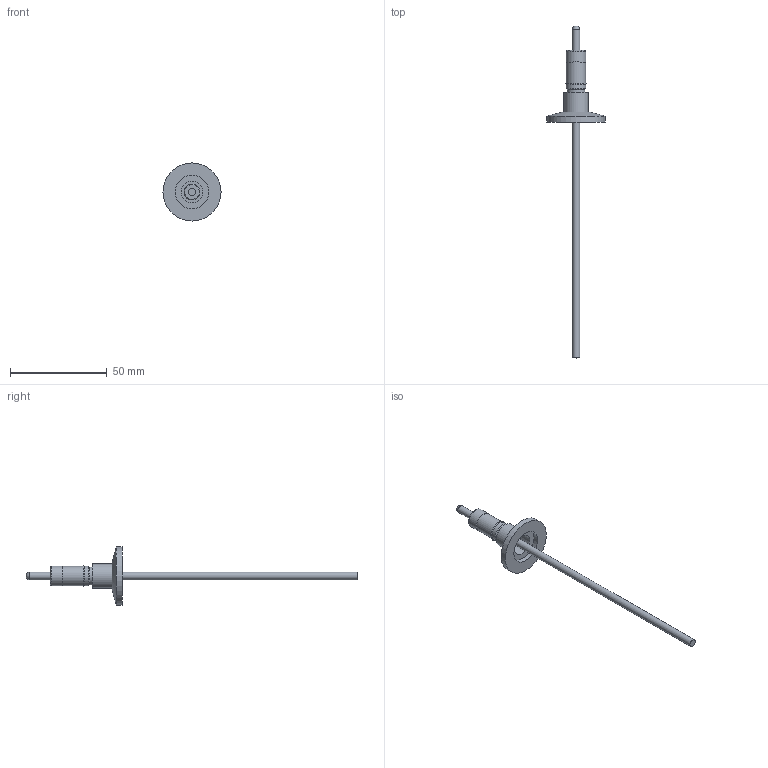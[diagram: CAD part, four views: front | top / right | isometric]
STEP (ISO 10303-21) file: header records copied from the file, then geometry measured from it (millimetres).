
FILE_DESCRIPTION(/* description */ ('Unknown'),/* implementation_level */ '2;1');
FILE_NAME(/* name */ 'EFC0513158',/* time_stamp */ '2018-03-07T14:51:58-05:00',/* author */ ('Unknown'),/* organization */ ('Unknown'),/* preprocessor_version */ 'ST-DEVELOPER v16.7',/* originating_system */ 'DEX',/* authorisation */ $);
FILE_SCHEMA (('AUTOMOTIVE_DESIGN {1 0 10303 214 3 1 1}'));
Length unit declared in the file: inch
Products named in the file (1): EFC0513158-S
Bounding box: 29.97 x 171.45 x 29.97 mm (x, y, z)
Volume: 6489.8 mm3; surface area: 4984.6 mm2
Topology: 1 solids, 1 shells, 30 faces, 54 edges, 35 vertices
Faces by surface type: cylinder 12, plane 11, cone 5, torus 2
Full cylindrical faces by diameter (mm): 3.912 x2, 8.128 x1, 9.22 x1, 10.033 x1, 10.211 x2, 10.898 x1, 11.049 x1, 12.573 x1, 17.399 x1, 29.972 x1
Entity records: 831 total; most frequent: DIRECTION 120, CARTESIAN_POINT 89, AXIS2_PLACEMENT_3D 60, ORIENTED_EDGE 58, EDGE_LOOP 58, FACE_BOUND 58, STYLED_ITEM 30, PRESENTATION_STYLE_ASSIGNMENT 30
